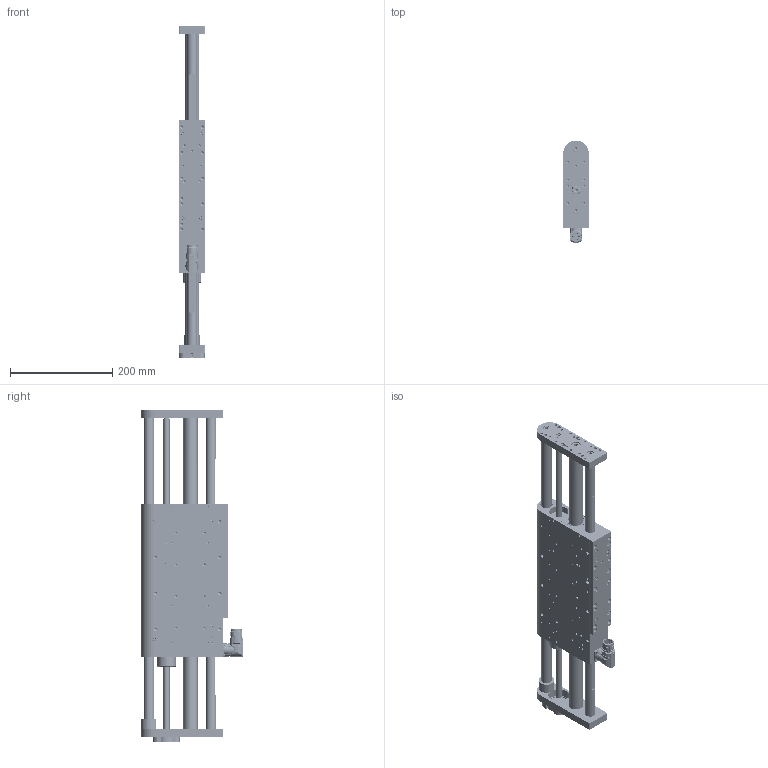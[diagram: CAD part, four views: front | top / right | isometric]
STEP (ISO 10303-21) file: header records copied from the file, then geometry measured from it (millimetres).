
FILE_DESCRIPTION (( 'STEP AP214' ), '1' );
FILE_NAME ('0186-2161_250417_DM03-48x240-HP-C-285_CS10_MSxx_EN02.STEP', '2025-04-17T08:07:12', ( '' ), ( '' ), 'SwSTEP 2.0', 'SolidWorks 2024', '' );
FILE_SCHEMA (( 'AUTOMOTIVE_DESIGN' ));
Length unit declared in the file: millimetre
Products named in the file (41): 0230-1198_Gew.-Stift_I-6kt_K-k_M6x6_v-b; 0230-0187_zyl.-schr._i-6kt_M5x12_8.8_v-b; 0186-1539_PL01-28x620!570-HP-SF_PL01-28x620!570-HP-SF; 0180-3015_DM03k-48x299-SAP; 0160-3221_Linearkugellager_EXC-20-F-RB; 0186-1865_MS01-37x305-PR_MS01-R37x305; 0230-1041_Senk.-Schr_I-6kt_M4x6_10.9_v-b; 0230-1116_Zyl.-Schr._I-6kt_M8x18_8.8_v-b; 0250-0123_MA01-PR01-DH-4.9_MA01-PR01-DH-4.9; 147522_1; 0180-2768_DM03k-48-V; 0150-3081_MC01-Cw!m_GANZ; 0230-0721_Zyl.-Stift_5x16_STAHL-GH; 0186-1857_ML01-12x615!300-xx_300-xx_FE_ML01-12x650!320; 0180-3467_DM03k-MSD; 0160-1885_PAW01-28-LF_PAW01-28; DL03-20x...-SSC_EN02_DL03-20x612-SSC_EN02; 0160-0624_Lins.-Schr_I-6rd_M2.5x12_INOX; 0180-3310_DM03k-48-MSH; LED_89790c~0; 123742; 0186-2161_250417_DM03-48x240-HP-C-285_CS10_MSxx_EN02; DL03-48x240-HP-C-285_MSxx_EN02_V2; Gehäuse_89790a~0; Kabelschelle_89790e~0; 0180-2696_DM01k-48-AGS; 0180-2889_Z01k-SR-31x20x20; 0230-0692_Linearkugellager_LBBR 20-LS-LGFP; Verguss_89790d~0; 0150-5853_MB01-ABS!BiSS-35; Kabel_89790b~0; DSB03k-48x299_EN02_V1; 0230-0192_Zyl.-Schr_I-6kt_n-K_M10x20_8.8_v-b; 0180-4129_DM03k-48-KAS; 0230-0973_Gew.-Stift_I-6kt_R-sch_M6x6_INOX; Typenschild_89790f~0_unbedruckt _Standard_; 0230-0045_zyl.-schr._i-6kt_M5x16_8.8_v-b; MS02-1!D-BiSS; DL01h-20x14x...-2xM16_DL01h-20x14x612-2xM16; 0230-0332_Lins.-Schr_I-6rd_M2.5x6_INOX-Tuf1 ...
Assembly tree (73 placements, depth 4):
  0186-2161_250417_DM03-48x240-HP-C-285_CS10_MSxx_EN02
    DM03h-48x240F-HP-C-285_EN02_V2_V1
      DSB03k-48x299_EN02_V1
      0180-4129_DM03k-48-KAS
      0230-0692_Linearkugellager_LBBR 20-LS-LGFP  x2
      0160-3221_Linearkugellager_EXC-20-F-RB  x2
      0150-3081_MC01-Cw!m_GANZ
        123742
        147522_1
      0180-2696_DM01k-48-AGS
      0230-0973_Gew.-Stift_I-6kt_R-sch_M6x6_INOX  x15
      0230-0332_Lins.-Schr_I-6rd_M2.5x6_INOX-Tuf1  x2
      0160-0624_Lins.-Schr_I-6rd_M2.5x12_INOX  x2
      0160-1885_PAW01-28-LF_PAW01-28  x2
      0186-1865_MS01-37x305-PR_MS01-R37x305
      MS02-1!D-BiSS
        Gehäuse_89790a~0
        Kabel_89790b~0
        LED_89790c~0
        Verguss_89790d~0
        Kabelschelle_89790e~0
        Typenschild_89790f~0_unbedruckt _Standard_
      0180-3015_DM03k-48x299-SAP
      0230-0045_zyl.-schr._i-6kt_M5x16_8.8_v-b  x6
      0230-0721_Zyl.-Stift_5x16_STAHL-GH  x2
      0230-1198_Gew.-Stift_I-6kt_K-k_M6x6_v-b  x4
    DL03-48x240-HP-C-285_MSxx_EN02_V2
      0180-2768_DM03k-48-V
      0180-3310_DM03k-48-MSH
      DL03-20x...-SSC_EN02_DL03-20x612-SSC_EN02
      DL01h-20x14x...-2xM16_DL01h-20x14x612-2xM16
      0186-1539_PL01-28x620!570-HP-SF_PL01-28x620!570-HP-SF
      0230-1116_Zyl.-Schr._I-6kt_M8x18_8.8_v-b  x4
      0230-0192_Zyl.-Schr_I-6kt_n-K_M10x20_8.8_v-b
      0186-1857_ML01-12x615!300-xx_300-xx_FE_ML01-12x650!320
      0250-0123_MA01-PR01-DH-4.9_MA01-PR01-DH-4.9
      0230-0187_zyl.-schr._i-6kt_M5x12_8.8_v-b
      0150-5853_MB01-ABS!BiSS-35
      0230-0973_Gew.-Stift_I-6kt_R-sch_M6x6_INOX
      0180-2889_Z01k-SR-31x20x20
      0230-1041_Senk.-Schr_I-6kt_M4x6_10.9_v-b  x2
      0180-3467_DM03k-MSD
Bounding box: 50 x 199.62 x 648 mm (x, y, z)
Volume: 2607067.5 mm3; surface area: 671716.6 mm2
Topology: 72 solids, 72 shells, 5295 faces, 13033 edges, 8060 vertices
Faces by surface type: plane 1945, cylinder 1278, cone 1097, bspline 843, torus 118, sphere 14
Full cylindrical faces by diameter (mm): 1 x10, 1.2 x5, 1.5 x5, 1.8 x5, 2 x10, 2.05 x4, 2.4 x2, 2.5 x3, 2.6 x4, 2.7 x4, 2.8 x5, 2.845 x1, 2.9 x4, 2.92 x1, 3 x1, 3.1 x50, 3.3 x12, 3.302 x1, 3.7 x2, 4 x2, 4.2 x10, 4.5 x6, 5 x185, 5.1 x1, 5.2 x2, 5.5 x7, 6 x101, 6.6 x10, 6.8 x24, 7.53 x2
Entity records: 170256 total; most frequent: CARTESIAN_POINT 67599, ORIENTED_EDGE 17236, DIRECTION 14161, EDGE_CURVE 8618, VERTEX_POINT 5844, AXIS2_PLACEMENT_3D 5125, EDGE_LOOP 4860, FACE_OUTER_BOUND 4141
